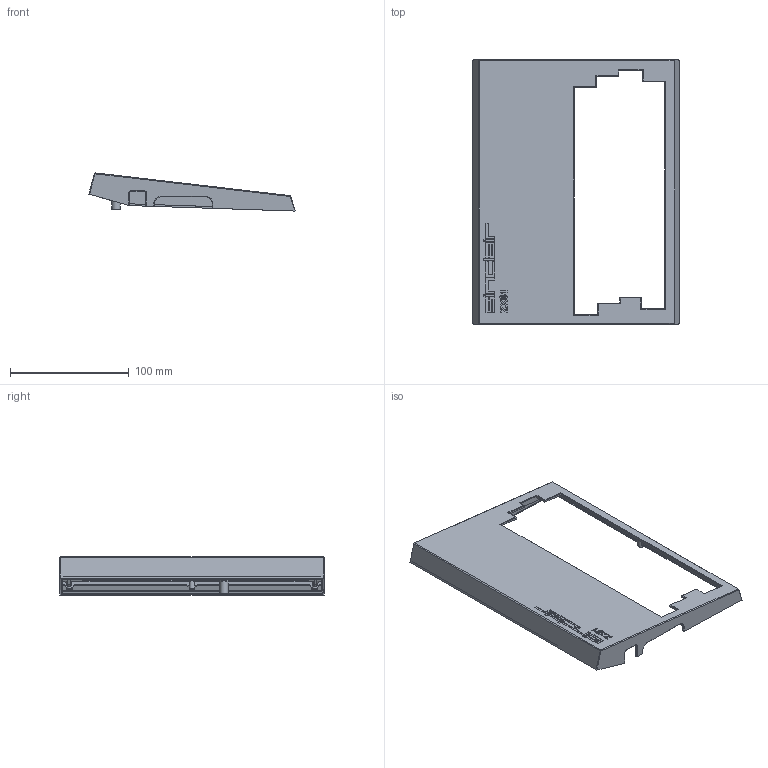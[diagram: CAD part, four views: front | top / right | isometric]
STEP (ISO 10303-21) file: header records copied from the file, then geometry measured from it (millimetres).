
FILE_DESCRIPTION(/* description */ ('STEP AP242','CAx-IF Rec.Pracs.---Representation and Presentation of Product Manufacturing Information (PMI)---4.0---2014-10-13','CAx-IF Rec.Pracs.---3D Tessellated Geometry---0.4---2014-09-14','2;1'),/* implementation_level */ '2;1');
FILE_NAME(/* name */ 'ZX81 Case - Top',/* time_stamp */ '2025-03-18T16:31:39Z',/* author */ (''),/* organization */ (''),/* preprocessor_version */ 'ST-DEVELOPER v20',/* originating_system */ 'ONSHAPE BY PTC INC, 1.195',/* authorisation */ ' ');
FILE_SCHEMA (('AP242_MANAGED_MODEL_BASED_3D_ENGINEERING_MIM_LF { 1 0 10303 442 1 1 4 }'));
Length unit declared in the file: metre
Products named in the file (1): Top
Bounding box: 173.98 x 223 x 32.16 mm (x, y, z)
Volume: 78831.8 mm3; surface area: 77937.5 mm2
Topology: 1 solids, 1 shells, 390 faces, 1053 edges, 689 vertices
Faces by surface type: plane 292, cone 42, bspline 30, cylinder 26
Full cylindrical faces by diameter (mm): 2.15 x1, 2.3 x6, 5 x6, 7 x1
Entity records: 12040 total; most frequent: CARTESIAN_POINT 2594, ORIENTED_EDGE 2040, DIRECTION 1750, EDGE_CURVE 1020, LINE 774, VECTOR 774, VERTEX_POINT 676, AXIS2_PLACEMENT_3D 488
